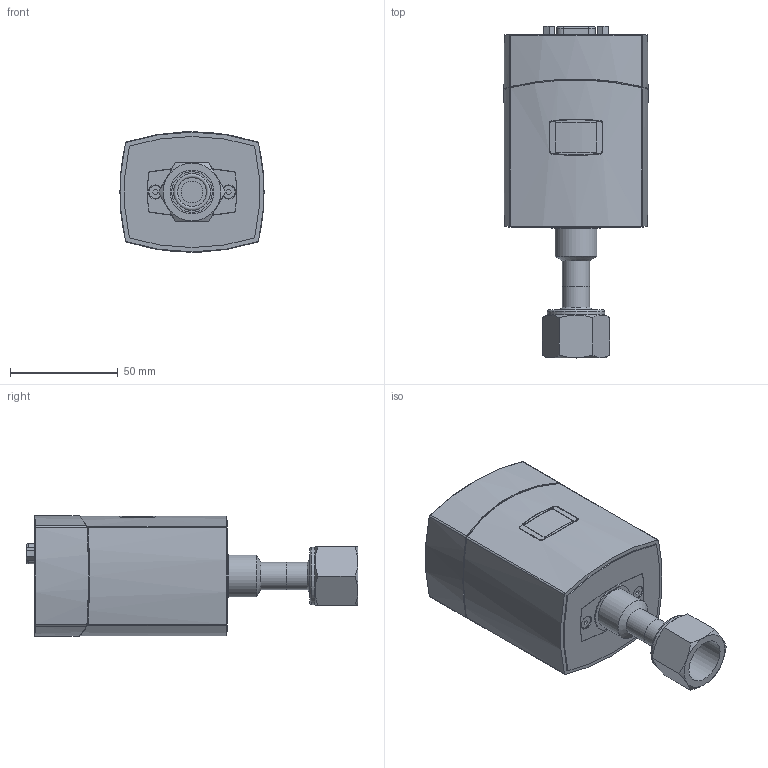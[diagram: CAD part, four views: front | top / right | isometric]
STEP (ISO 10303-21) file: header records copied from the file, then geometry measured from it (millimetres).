
FILE_DESCRIPTION(/* description */ (''),/* implementation_level */ '2;1');
FILE_NAME(/* name */ 'MPCG55x_Plug_RS485_8VCR.stp',/* time_stamp */ '2019-01-28T13:02:29+01:00',/* author */ ('BEM'),/* organization */ (''),/* preprocessor_version */ 'ST-DEVELOPER v17',/* originating_system */ 'Autodesk Inventor 2018',/* authorisation */ '');
FILE_SCHEMA (('AUTOMOTIVE_DESIGN { 1 0 10303 214 3 1 1 }'));
Length unit declared in the file: millimetre
Products named in the file (1): Bauteil5
Bounding box: 67 x 154.3 x 56 mm (x, y, z)
Volume: 81551 mm3; surface area: 79581.1 mm2
Topology: 22 solids, 22 shells, 1142 faces, 3019 edges, 2004 vertices
Faces by surface type: plane 779, cylinder 269, bspline 39, cone 34, torus 21
Full cylindrical faces by diameter (mm): 1.1 x2, 1.3 x3, 2.156 x2, 2.6 x4, 2.8 x3, 2.845 x2, 2.9 x3, 3 x10, 3.2 x7, 3.4 x3, 3.6 x2, 4 x1, 4.2 x1, 6 x2, 6.5 x1, 10.2 x2, 10.5 x1, 12.7 x2, 15.2 x1, 15.5 x1, 16 x1, 18 x1, 18.8 x1, 19 x1, 19.5 x1, 20.4 x2, 26.8 x1
Entity records: 37595 total; most frequent: CARTESIAN_POINT 7801, ORIENTED_EDGE 6034, DIRECTION 5618, EDGE_CURVE 3017, LINE 2212, VECTOR 2212, VERTEX_POINT 2004, AXIS2_PLACEMENT_3D 1703
